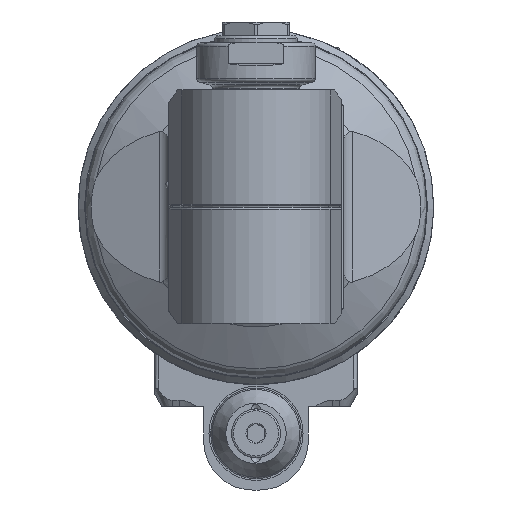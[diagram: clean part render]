
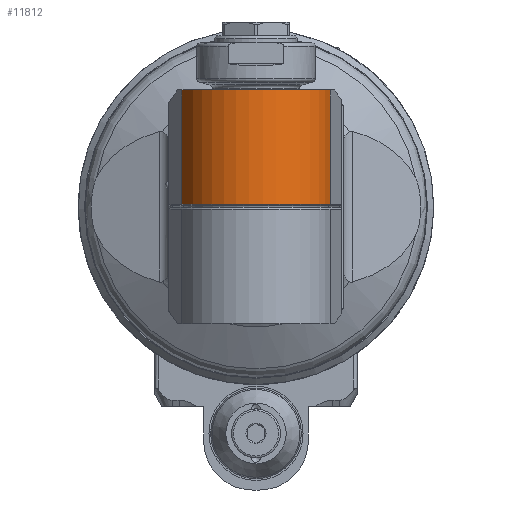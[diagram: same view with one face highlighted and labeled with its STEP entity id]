
A CAD part, front view. The second image highlights one B-rep face of the part: STEP entity #11812.
In plain terms, the highlighted cylindrical face has radius 22 mm (diameter 44 mm), a partial arc.
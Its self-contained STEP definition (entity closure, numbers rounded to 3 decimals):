
#1294=FACE_OUTER_BOUND('',#1991,.T.);
#1991=EDGE_LOOP('',(#10036,#10037,#10038,#10039));
#2570=CIRCLE('',#12925,22.);
#2595=CIRCLE('',#12977,22.);
#3398=LINE('',#50126,#4296);
#3408=LINE('',#50185,#4306);
#4296=VECTOR('',#15531,32.834);
#4306=VECTOR('',#15573,32.834);
#5420=VERTEX_POINT('',#49848);
#5421=VERTEX_POINT('',#49850);
#5469=VERTEX_POINT('',#50124);
#5479=VERTEX_POINT('',#50179);
#7044=EDGE_CURVE('',#5420,#5421,#2570,.T.);
#7108=EDGE_CURVE('',#5420,#5469,#3398,.T.);
#7125=EDGE_CURVE('',#5479,#5469,#2595,.T.);
#7128=EDGE_CURVE('',#5479,#5421,#3408,.T.);
#10036=ORIENTED_EDGE('',*,*,#7125,.F.);
#10037=ORIENTED_EDGE('',*,*,#7128,.T.);
#10038=ORIENTED_EDGE('',*,*,#7044,.F.);
#10039=ORIENTED_EDGE('',*,*,#7108,.T.);
#11293=CYLINDRICAL_SURFACE('',#12979,22.);
#11812=ADVANCED_FACE('',(#1294),#11293,.T.);
#12925=AXIS2_PLACEMENT_3D('',#49851,#15440,#15441);
#12977=AXIS2_PLACEMENT_3D('',#50180,#15566,#15567);
#12979=AXIS2_PLACEMENT_3D('',#50184,#15571,#15572);
#15440=DIRECTION('center_axis',(0.,-1.,0.));
#15441=DIRECTION('ref_axis',(0.259,0.,-0.966));
#15531=DIRECTION('',(0.,1.,0.));
#15566=DIRECTION('center_axis',(0.,1.,0.));
#15567=DIRECTION('ref_axis',(0.259,0.,0.966));
#15571=DIRECTION('center_axis',(0.,1.,0.));
#15572=DIRECTION('ref_axis',(1.,0.,0.));
#15573=DIRECTION('',(0.,-1.,0.));
#49848=CARTESIAN_POINT('',(185.694,-33.5,-21.25));
#49850=CARTESIAN_POINT('',(185.694,-33.5,21.25));
#49851=CARTESIAN_POINT('Origin',(180.,-33.5,0.));
#50124=CARTESIAN_POINT('',(185.694,-0.666,-21.25));
#50126=CARTESIAN_POINT('',(185.694,-33.5,-21.25));
#50179=CARTESIAN_POINT('',(185.694,-0.666,21.25));
#50180=CARTESIAN_POINT('Origin',(180.,-0.666,0.));
#50184=CARTESIAN_POINT('Origin',(180.,-71.538,0.));
#50185=CARTESIAN_POINT('',(185.694,-0.666,21.25));
